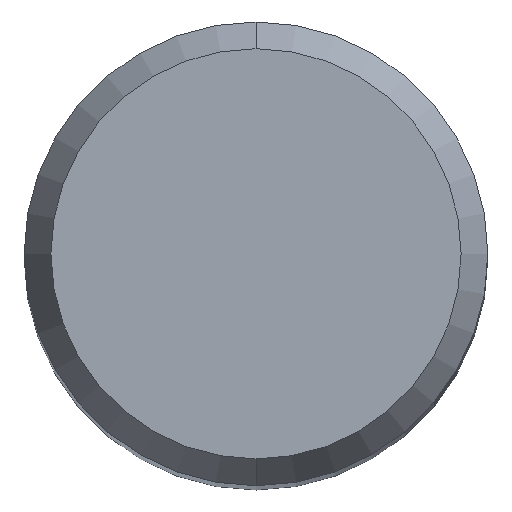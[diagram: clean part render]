
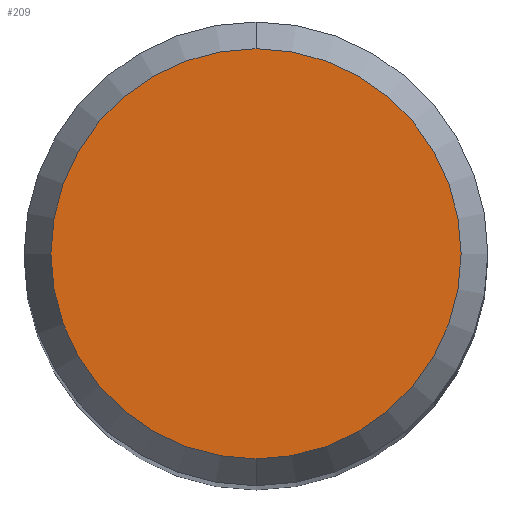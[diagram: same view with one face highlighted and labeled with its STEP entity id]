
A CAD part, top view. The second image highlights one B-rep face of the part: STEP entity #209.
In plain terms, the highlighted planar face has unit normal (0, 0, 1).
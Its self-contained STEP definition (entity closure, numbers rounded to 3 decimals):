
#209=ADVANCED_FACE('',(#501),#502,.T.);
#223=EDGE_CURVE('',#421,#305,#517,.T.);
#305=VERTEX_POINT('',#608);
#333=EDGE_CURVE('',#305,#421,#639,.T.);
#421=VERTEX_POINT('',#737);
#501=FACE_OUTER_BOUND('',#884,.T.);
#502=PLANE('',#885);
#517=CIRCLE('',#964,3.538);
#608=CARTESIAN_POINT('',(0.,-3.538,41.74));
#639=CIRCLE('',#1178,3.538);
#737=CARTESIAN_POINT('',(0.0,3.538,41.74));
#884=EDGE_LOOP('',(#1433,#1434));
#885=AXIS2_PLACEMENT_3D('',#1435,#1436,#1437);
#964=AXIS2_PLACEMENT_3D('',#1448,#1449,#1450);
#1178=AXIS2_PLACEMENT_3D('',#1598,#1599,#1600);
#1433=ORIENTED_EDGE('',*,*,#223,.F.);
#1434=ORIENTED_EDGE('',*,*,#333,.F.);
#1435=CARTESIAN_POINT('',(0.0,1.769,41.74));
#1436=DIRECTION('',(-0.0,0.0,1.0));
#1437=DIRECTION('',(0.0,-1.0,0.0));
#1448=CARTESIAN_POINT('',(0.0,0.0,41.74));
#1449=DIRECTION('',(0.0,0.0,-1.0));
#1450=DIRECTION('',(0.0,1.0,0.0));
#1598=CARTESIAN_POINT('',(0.0,0.0,41.74));
#1599=DIRECTION('',(0.0,0.0,-1.0));
#1600=DIRECTION('',(0.0,1.0,0.0));
